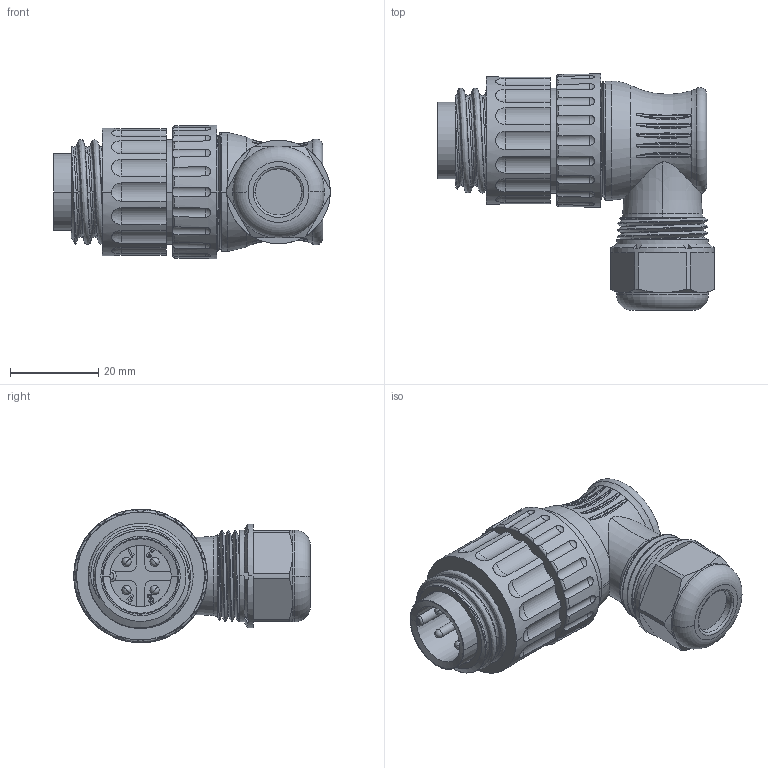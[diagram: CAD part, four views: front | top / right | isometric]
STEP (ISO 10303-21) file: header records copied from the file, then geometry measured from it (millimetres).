
FILE_DESCRIPTION((''),'2;1');
FILE_NAME('WA22J4TL2_ASM','2019-03-15T',('Administrator'),(''),'CREO PARAMETRIC BY PTC INC, 2016130','CREO PARAMETRIC BY PTC INC, 2016130','');
FILE_SCHEMA(('CONFIG_CONTROL_DESIGN'));
Length unit declared in the file: millimetre
Products named in the file (1): WA22J4TL2_ASM
Bounding box: 62.75 x 53.67 x 30.35 mm (x, y, z)
Surface area: 13792.6 mm2 (no closed solid volume)
Topology: 0 solids, 3 shells, 494 faces, 1513 edges, 1043 vertices
Faces by surface type: cylinder 131, plane 126, torus 74, cone 61, sphere 44, extrusion 35, bspline 23
Entity records: 24411 total; most frequent: CARTESIAN_POINT 11485, ORIENTED_EDGE 2960, DIRECTION 2375, EDGE_CURVE 1505, VERTEX_POINT 1043, AXIS2_PLACEMENT_3D 958, B_SPLINE_CURVE_WITH_KNOTS 594, EDGE_LOOP 531
